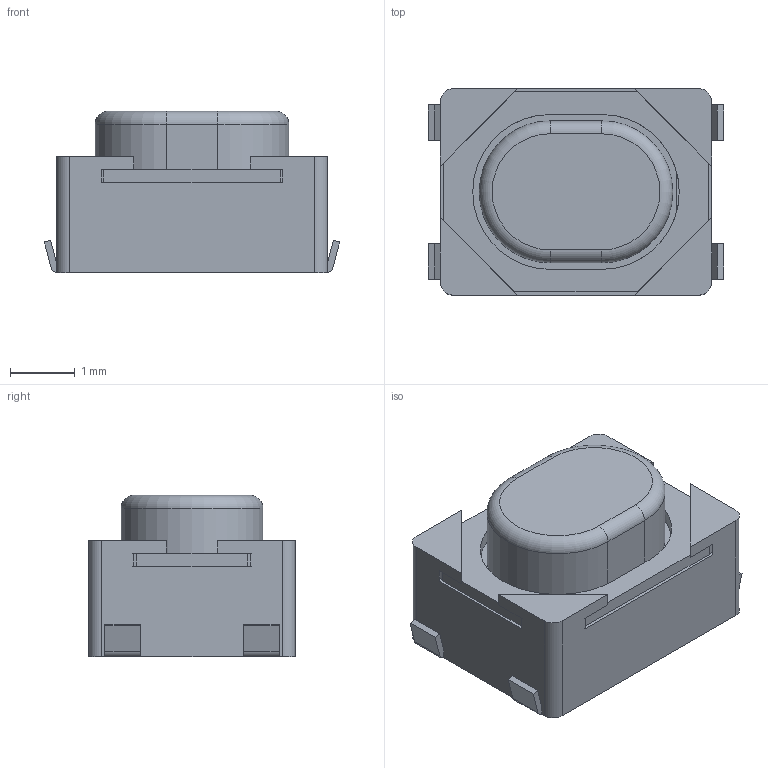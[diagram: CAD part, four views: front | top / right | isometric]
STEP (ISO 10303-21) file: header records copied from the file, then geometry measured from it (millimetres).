
FILE_DESCRIPTION(('FreeCAD Model'),'2;1');
FILE_NAME('Open CASCADE Shape Model','2021-03-24T10:57:38',( 'kicad StepUp'),('ksu MCAD'),'Open CASCADE STEP processor 7.3', 'FreeCAD','Unknown');
FILE_SCHEMA(('AUTOMOTIVE_DESIGN { 1 0 10303 214 1 1 1 1 }'));
Length unit declared in the file: millimetre
Products named in the file (1): 1
Bounding box: 4.58 x 3.2 x 2.5 mm (x, y, z)
Volume: 22.2 mm3; surface area: 108.3 mm2
Topology: 1 solids, 1 shells, 197 faces, 514 edges, 319 vertices
Faces by surface type: plane 139, cylinder 46, sphere 8, torus 2, bspline 2
Full cylindrical faces by diameter (mm): 0.8 x1
Entity records: 5970 total; most frequent: CARTESIAN_POINT 1097, ORIENTED_EDGE 1012, DIRECTION 998, EDGE_CURVE 506, LINE 394, VECTOR 394, VERTEX_POINT 319, AXIS2_PLACEMENT_3D 302
